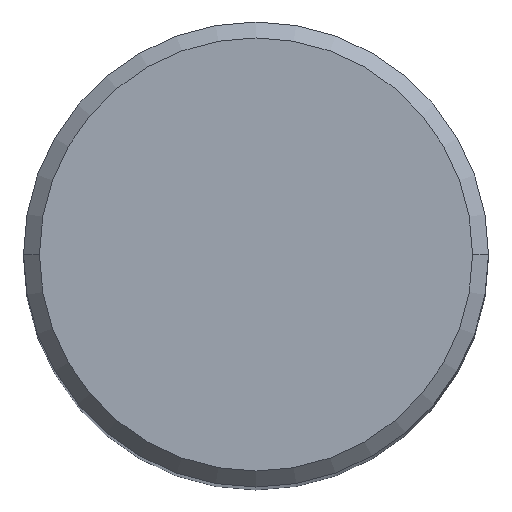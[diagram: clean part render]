
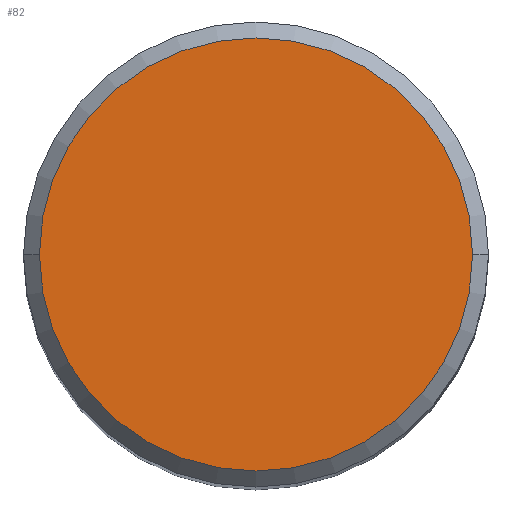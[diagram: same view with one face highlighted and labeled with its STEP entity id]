
A CAD part, top view. The second image highlights one B-rep face of the part: STEP entity #82.
In plain terms, the highlighted planar face has unit normal (0, 0, 1).
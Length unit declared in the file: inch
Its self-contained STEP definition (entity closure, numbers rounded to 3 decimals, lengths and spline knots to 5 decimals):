
#22 = CIRCLE ( 'NONE', #177, 0.20375 ) ;
#78 = CARTESIAN_POINT ( 'NONE',  ( -0.20375, 0., 0. ) ) ;
#82 = ADVANCED_FACE ( 'NONE', ( #195 ), #269, .F. ) ;
#88 = DIRECTION ( 'NONE',  ( 0., 0., -1. ) ) ;
#156 = CARTESIAN_POINT ( 'NONE',  ( 0., 0., 0. ) ) ;
#177 = AXIS2_PLACEMENT_3D ( 'NONE', #406, #409, #236 ) ;
#191 = DIRECTION ( 'NONE',  ( 1., 0., 0. ) ) ;
#195 = FACE_OUTER_BOUND ( 'NONE', #218, .T. ) ;
#197 = CARTESIAN_POINT ( 'NONE',  ( 0., 0.20375, 0. ) ) ;
#218 = EDGE_LOOP ( 'NONE', ( #271, #464 ) ) ;
#226 = CIRCLE ( 'NONE', #432, 0.20375 ) ;
#236 = DIRECTION ( 'NONE',  ( 1., 0., 0. ) ) ;
#263 = CARTESIAN_POINT ( 'NONE',  ( 0.20375, 0., 0. ) ) ;
#268 = AXIS2_PLACEMENT_3D ( 'NONE', #197, #88, #370 ) ;
#269 = PLANE ( 'NONE',  #268 ) ;
#271 = ORIENTED_EDGE ( 'NONE', *, *, #404, .T. ) ;
#290 = VERTEX_POINT ( 'NONE', #263 ) ;
#292 = VERTEX_POINT ( 'NONE', #78 ) ;
#338 = DIRECTION ( 'NONE',  ( 0., 0., 1. ) ) ;
#370 = DIRECTION ( 'NONE',  ( -1., 0., 0. ) ) ;
#394 = EDGE_CURVE ( 'NONE', #290, #292, #22, .T. ) ;
#404 = EDGE_CURVE ( 'NONE', #292, #290, #226, .T. ) ;
#406 = CARTESIAN_POINT ( 'NONE',  ( 0., 0., 0. ) ) ;
#409 = DIRECTION ( 'NONE',  ( 0., 0., 1. ) ) ;
#432 = AXIS2_PLACEMENT_3D ( 'NONE', #156, #338, #191 ) ;
#464 = ORIENTED_EDGE ( 'NONE', *, *, #394, .T. ) ;
